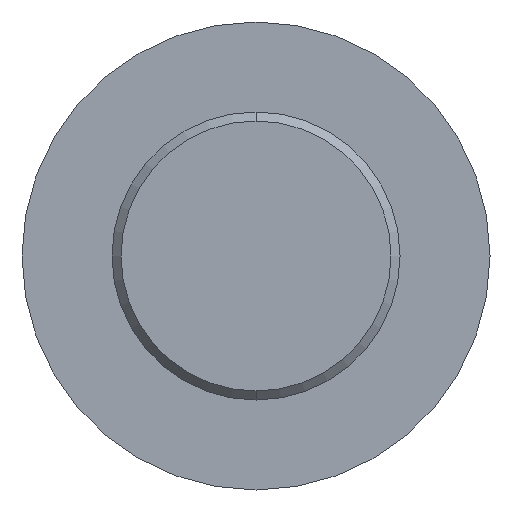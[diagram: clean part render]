
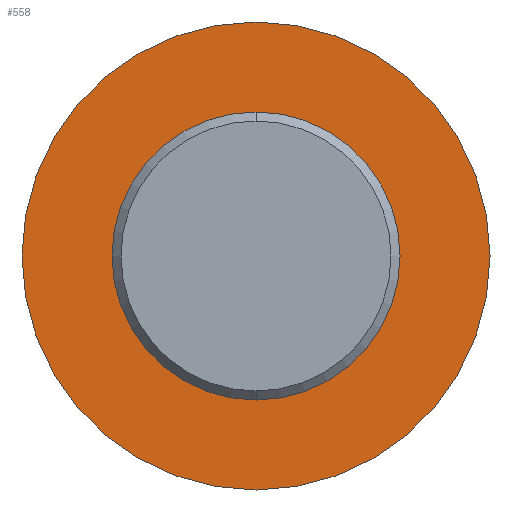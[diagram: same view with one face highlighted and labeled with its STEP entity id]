
A CAD part, front view. The second image highlights one B-rep face of the part: STEP entity #558.
In plain terms, the highlighted planar face has unit normal (0, -1, 0).
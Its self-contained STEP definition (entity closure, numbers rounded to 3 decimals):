
#7 = CARTESIAN_POINT ( 'NONE',  ( 0., 0., 0. ) ) ;
#8 = DIRECTION ( 'NONE',  ( 0., 1., 0. ) ) ;
#9 = DIRECTION ( 'NONE',  ( 0., 0., 1. ) ) ;
#20 = CARTESIAN_POINT ( 'NONE',  ( 0., 0., 0. ) ) ;
#21 = DIRECTION ( 'NONE',  ( 0., -1., 0. ) ) ;
#22 = DIRECTION ( 'NONE',  ( 0., 0., 1. ) ) ;
#41 = CARTESIAN_POINT ( 'NONE',  ( 0., 0., 0. ) ) ;
#42 = DIRECTION ( 'NONE',  ( 0., -1., 0. ) ) ;
#43 = DIRECTION ( 'NONE',  ( 0., 0., 1. ) ) ;
#60 = CARTESIAN_POINT ( 'NONE',  ( 0., 0., 6.5 ) ) ;
#64 = CARTESIAN_POINT ( 'NONE',  ( 0., 0., 4. ) ) ;
#72 = CARTESIAN_POINT ( 'NONE',  ( 0., 0., -4. ) ) ;
#75 = CARTESIAN_POINT ( 'NONE',  ( 0., 0., -6.5 ) ) ;
#105 = CARTESIAN_POINT ( 'NONE',  ( 0., 0., 0. ) ) ;
#106 = DIRECTION ( 'NONE',  ( 0., 1., 0. ) ) ;
#107 = DIRECTION ( 'NONE',  ( 0., 0., 1. ) ) ;
#164 = CARTESIAN_POINT ( 'NONE',  ( 0., 0., 0. ) ) ;
#170 = PLANE ( 'NONE',  #259 ) ;
#172 = DIRECTION ( 'NONE',  ( 0., 1., 0. ) ) ;
#173 = DIRECTION ( 'NONE',  ( 0., 0., 1. ) ) ;
#208 = EDGE_CURVE ( 'NONE', #400, #393, #489, .T. ) ;
#212 = EDGE_CURVE ( 'NONE', #389, #397, #496, .T. ) ;
#219 = EDGE_CURVE ( 'NONE', #397, #389, #505, .T. ) ;
#230 = AXIS2_PLACEMENT_3D ( 'NONE', #7, #8, #9 ) ;
#234 = AXIS2_PLACEMENT_3D ( 'NONE', #20, #21, #22 ) ;
#238 = AXIS2_PLACEMENT_3D ( 'NONE', #41, #42, #43 ) ;
#241 = AXIS2_PLACEMENT_3D ( 'NONE', #105, #106, #107 ) ;
#259 = AXIS2_PLACEMENT_3D ( 'NONE', #164, #172, #173 ) ;
#303 = CIRCLE ( 'NONE', #241, 6.5 ) ;
#327 = FACE_BOUND ( 'NONE', #536, .T. ) ;
#332 = FACE_OUTER_BOUND ( 'NONE', #543, .T. ) ;
#389 = VERTEX_POINT ( 'NONE', #64 ) ;
#393 = VERTEX_POINT ( 'NONE', #60 ) ;
#397 = VERTEX_POINT ( 'NONE', #72 ) ;
#400 = VERTEX_POINT ( 'NONE', #75 ) ;
#426 = ORIENTED_EDGE ( 'NONE', *, *, #208, .F. ) ;
#427 = ORIENTED_EDGE ( 'NONE', *, *, #528, .F. ) ;
#428 = ORIENTED_EDGE ( 'NONE', *, *, #212, .F. ) ;
#429 = ORIENTED_EDGE ( 'NONE', *, *, #219, .F. ) ;
#489 = CIRCLE ( 'NONE', #230, 6.5 ) ;
#496 = CIRCLE ( 'NONE', #234, 4. ) ;
#505 = CIRCLE ( 'NONE', #238, 4. ) ;
#528 = EDGE_CURVE ( 'NONE', #393, #400, #303, .T. ) ;
#536 = EDGE_LOOP ( 'NONE', ( #428, #429 ) ) ;
#543 = EDGE_LOOP ( 'NONE', ( #426, #427 ) ) ;
#558 = ADVANCED_FACE ( 'NONE', ( #332, #327 ), #170, .F. ) ;
